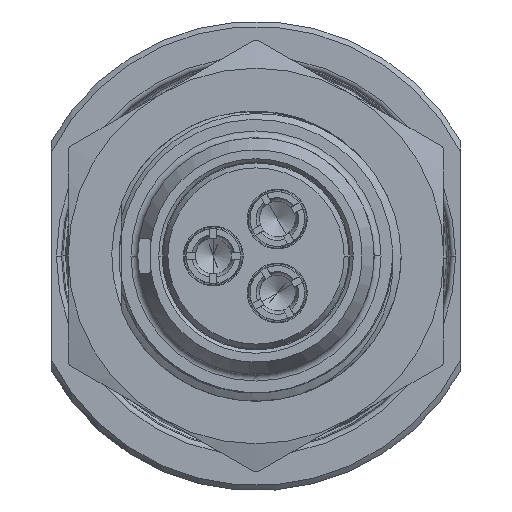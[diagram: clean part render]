
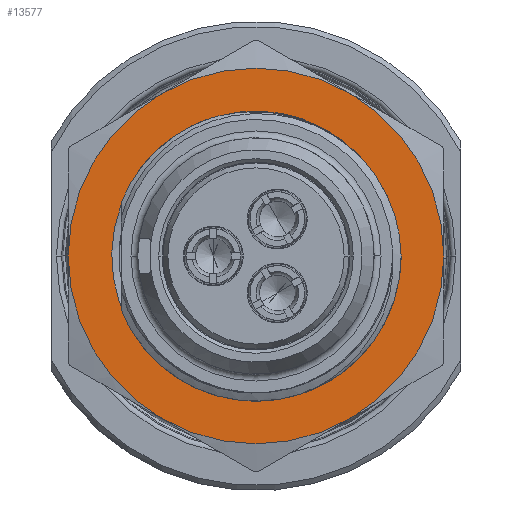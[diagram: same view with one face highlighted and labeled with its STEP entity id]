
A CAD part, left-side view. The second image highlights one B-rep face of the part: STEP entity #13577.
In plain terms, the highlighted planar face has unit normal (-1, 0, 0).
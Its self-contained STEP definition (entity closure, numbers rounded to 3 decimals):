
#1313=DIRECTION('',(0.,0.,1.));
#1314=VECTOR('',#1313,0.138);
#1315=CARTESIAN_POINT('',(11.5,7.9,2.999));
#1316=LINE('1092',#1315,#1314);
#2378=CARTESIAN_POINT('',(11.5,-5.5,9.526));
#2380=CARTESIAN_POINT('',(11.5,0.,0.));
#2381=DIRECTION('',(-1.,0.,0.));
#2382=DIRECTION('',(0.,-0.5,0.866));
#2383=AXIS2_PLACEMENT_3D('',#2380,#2381,#2382);
#2395=CARTESIAN_POINT('',(11.5,0.,0.));
#2396=DIRECTION('',(1.,0.,0.));
#2397=DIRECTION('',(0.,-0.5,0.866));
#2398=AXIS2_PLACEMENT_3D('',#2395,#2396,#2397);
#2400=CARTESIAN_POINT('',(11.5,0.,0.));
#2401=DIRECTION('',(1.,0.,0.));
#2402=DIRECTION('',(0.,-1.,0.));
#2403=AXIS2_PLACEMENT_3D('',#2400,#2401,#2402);
#2405=CARTESIAN_POINT('',(11.5,0.,0.));
#2406=DIRECTION('',(-1.,0.,0.));
#2407=DIRECTION('',(0.,1.,0.));
#2408=AXIS2_PLACEMENT_3D('',#2405,#2406,#2407);
#2410=CARTESIAN_POINT('',(11.5,0.,0.));
#2411=DIRECTION('',(-1.,0.,0.));
#2412=DIRECTION('',(0.,0.5,0.866));
#2413=AXIS2_PLACEMENT_3D('',#2410,#2411,#2412);
#2415=CARTESIAN_POINT('',(11.5,2.102,8.218));
#2416=CARTESIAN_POINT('',(11.5,1.915,8.263));
#2417=CARTESIAN_POINT('',(11.5,1.547,8.338));
#2418=CARTESIAN_POINT('',(11.5,1.006,8.41));
#2419=CARTESIAN_POINT('',(11.5,0.66,8.431));
#2420=CARTESIAN_POINT('',(11.5,0.491,8.436));
#2445=CARTESIAN_POINT('',(11.5,-11.,0.));
#2483=CARTESIAN_POINT('',(11.5,-5.5,-9.526));
#2511=CARTESIAN_POINT('',(11.5,5.5,-9.526));
#2513=CARTESIAN_POINT('',(11.5,0.,0.));
#2514=DIRECTION('',(-1.,0.,0.));
#2515=DIRECTION('',(0.,0.5,-0.866));
#2516=AXIS2_PLACEMENT_3D('',#2513,#2514,#2515);
#2564=CARTESIAN_POINT('',(11.5,11.,0.));
#2602=CARTESIAN_POINT('',(11.5,5.5,9.526));
#2617=CARTESIAN_POINT('',(11.5,0.,0.));
#2618=DIRECTION('',(1.,0.,0.));
#2619=DIRECTION('',(0.,0.929,0.369));
#2620=AXIS2_PLACEMENT_3D('',#2617,#2618,#2619);
#2706=CARTESIAN_POINT('',(11.5,2.627,8.084));
#2707=CARTESIAN_POINT('',(11.5,2.54,8.109));
#2708=CARTESIAN_POINT('',(11.5,2.366,8.156));
#2709=CARTESIAN_POINT('',(11.5,2.19,8.198));
#2710=CARTESIAN_POINT('',(11.5,2.102,8.218));
#3562=CARTESIAN_POINT('',(11.5,0.,0.));
#3563=DIRECTION('',(1.,0.,0.));
#3564=DIRECTION('',(0.,0.058,0.998));
#3565=AXIS2_PLACEMENT_3D('',#3562,#3563,#3564);
#9332=VERTEX_POINT('',#2378);
#9335=VERTEX_POINT('',#2445);
#9338=VERTEX_POINT('',#2483);
#9350=VERTEX_POINT('',#2511);
#9353=VERTEX_POINT('',#2564);
#9356=VERTEX_POINT('',#2602);
#9366=CARTESIAN_POINT('',(11.5,7.9,3.137));
#9367=CARTESIAN_POINT('',(11.5,2.627,8.084));
#9368=VERTEX_POINT('',#9366);
#9369=VERTEX_POINT('',#9367);
#9370=VERTEX_POINT('',#2710);
#9381=CARTESIAN_POINT('',(11.5,7.9,2.999));
#9382=VERTEX_POINT('',#9381);
#9417=VERTEX_POINT('',#2420);
#13549=CARTESIAN_POINT('',(11.5,0.,0.));
#13550=DIRECTION('',(1.,0.,0.));
#13551=DIRECTION('',(0.,0.,-1.));
#13552=AXIS2_PLACEMENT_3D('',#13549,#13550,#13551);
#13553=PLANE('339',#13552);
#13554=ORIENTED_EDGE('1049',*,*,#13536,.F.);
#13556=ORIENTED_EDGE('1040',*,*,#13555,.T.);
#13558=ORIENTED_EDGE('1041',*,*,#13557,.T.);
#13560=ORIENTED_EDGE('1048',*,*,#13559,.F.);
#13562=ORIENTED_EDGE('1045',*,*,#13561,.F.);
#13564=ORIENTED_EDGE('1044',*,*,#13563,.F.);
#13565=EDGE_LOOP('339',(#13554,#13556,#13558,#13560,#13562,#13564));
#13566=FACE_OUTER_BOUND('339',#13565,.F.);
#13568=ORIENTED_EDGE('1078',*,*,#13567,.F.);
#13569=ORIENTED_EDGE('1092',*,*,#11105,.F.);
#13571=ORIENTED_EDGE('1220',*,*,#13570,.F.);
#13572=ORIENTED_EDGE('1200',*,*,#11965,.F.);
#13574=ORIENTED_EDGE('1080',*,*,#13573,.F.);
#13575=EDGE_LOOP('339',(#13568,#13569,#13571,#13572,#13574));
#13576=FACE_BOUND('339',#13575,.F.);
#2384=CIRCLE('1049',#2383,11.);
#2399=CIRCLE('1040',#2398,11.);
#2404=CIRCLE('1041',#2403,11.);
#2409=CIRCLE('1045',#2408,11.);
#2414=CIRCLE('1044',#2413,11.);
#2421=B_SPLINE_CURVE_WITH_KNOTS('1200',3,(#2415,#2416,#2417,#2418,#2419,#2420),
.UNSPECIFIED.,.F.,.F.,(4,1,1,4),(0.,0.333,0.667,1.),
.UNSPECIFIED.);
#2517=CIRCLE('1048',#2516,11.);
#2621=CIRCLE('1078',#2620,8.5);
#2711=B_SPLINE_CURVE_WITH_KNOTS('1080',3,(#2706,#2707,#2708,#2709,#2710),
.UNSPECIFIED.,.F.,.F.,(4,1,4),(0.,0.5,1.),.UNSPECIFIED.);
#3566=CIRCLE('1220',#3565,8.45);
#11105=EDGE_CURVE('1092',#9382,#9368,#1316,.T.);
#11965=EDGE_CURVE('1200',#9370,#9417,#2421,.T.);
#13536=EDGE_CURVE('1049',#9332,#9356,#2384,.T.);
#13555=EDGE_CURVE('1040',#9332,#9335,#2399,.T.);
#13557=EDGE_CURVE('1041',#9335,#9338,#2404,.T.);
#13559=EDGE_CURVE('1048',#9350,#9338,#2517,.T.);
#13561=EDGE_CURVE('1045',#9353,#9350,#2409,.T.);
#13563=EDGE_CURVE('1044',#9356,#9353,#2414,.T.);
#13567=EDGE_CURVE('1078',#9368,#9369,#2621,.T.);
#13570=EDGE_CURVE('1220',#9417,#9382,#3566,.T.);
#13573=EDGE_CURVE('1080',#9369,#9370,#2711,.T.);
#13577=ADVANCED_FACE('339',(#13566,#13576),#13553,.F.);
